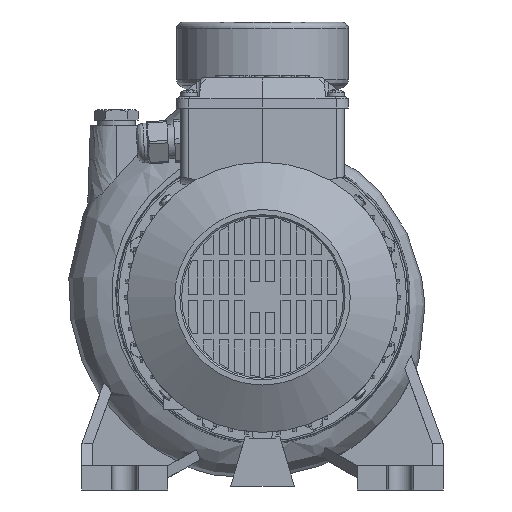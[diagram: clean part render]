
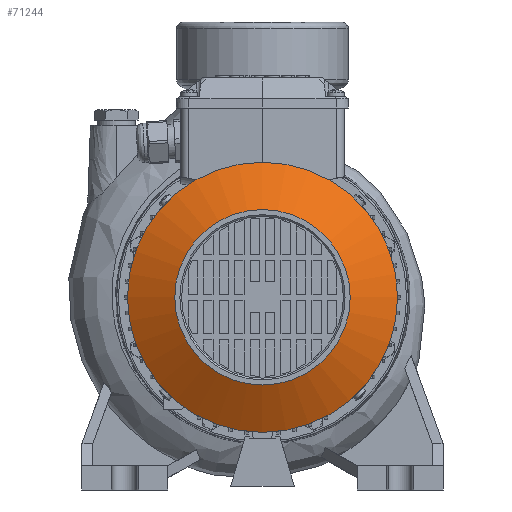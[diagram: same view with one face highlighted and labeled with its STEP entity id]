
A CAD part, left-side view. The second image highlights one B-rep face of the part: STEP entity #71244.
In plain terms, the highlighted free-form (B-spline) face has degree [2, 1] with [9, 2] control points.
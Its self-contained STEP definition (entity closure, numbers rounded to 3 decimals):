
#71164=CARTESIAN_POINT('',(-343.,0.,163.));
#71165=VERTEX_POINT('',#71164);
#71166=CARTESIAN_POINT('',(-343.,0.,61.));
#71167=VERTEX_POINT('',#71166);
#71168=CARTESIAN_POINT('',(-343.,0.,112.));
#71169=DIRECTION('',(1.0,0.,0.));
#71170=DIRECTION('',(0.,0.,-1.0));
#71171=AXIS2_PLACEMENT_3D('',#71168,#71169,#71170);
#71172=CIRCLE('',#71171,51.);
#71173=EDGE_CURVE('',#71165,#71167,#71172,.T.);
#71175=CARTESIAN_POINT('',(-343.,0.,112.));
#71176=DIRECTION('',(1.0,0.,0.));
#71177=DIRECTION('',(0.,0.,-1.0));
#71178=AXIS2_PLACEMENT_3D('',#71175,#71176,#71177);
#71179=CIRCLE('',#71178,51.);
#71180=EDGE_CURVE('',#71167,#71165,#71179,.T.);
#71189=CARTESIAN_POINT('',(-343.,0.,61.));
#71190=CARTESIAN_POINT('',(-343.,51.,61.));
#71191=CARTESIAN_POINT('',(-343.,51.,112.));
#71192=CARTESIAN_POINT('',(-343.,51.,163.));
#71193=CARTESIAN_POINT('',(-343.,0.,163.));
#71194=CARTESIAN_POINT('',(-343.,-51.,163.));
#71195=CARTESIAN_POINT('',(-343.,-51.,112.));
#71196=CARTESIAN_POINT('',(-343.,-51.,61.));
#71197=CARTESIAN_POINT('',(-343.,0.,61.));
#71198=CARTESIAN_POINT('',(-327.123,0.,33.5));
#71199=CARTESIAN_POINT('',(-327.123,78.5,33.5));
#71200=CARTESIAN_POINT('',(-327.123,78.5,112.));
#71201=CARTESIAN_POINT('',(-327.123,78.5,190.5));
#71202=CARTESIAN_POINT('',(-327.123,0.,190.5));
#71203=CARTESIAN_POINT('',(-327.123,-78.5,190.5));
#71204=CARTESIAN_POINT('',(-327.123,-78.5,112.));
#71205=CARTESIAN_POINT('',(-327.123,-78.5,33.5));
#71206=CARTESIAN_POINT('',(-327.123,0.,33.5));
#71214=(BOUNDED_SURFACE()B_SPLINE_SURFACE(2,1,((#71189,#71198),(#71190,#71199),(#71191,#71200),(#71192,#71201),(#71193,#71202),(#71194,#71203),(#71195,#71204),(#71196,#71205),(#71197,#71206)),.UNSPECIFIED.,.T.,.F.,.U.)B_SPLINE_SURFACE_WITH_KNOTS((3,2,2,2,3),(2,2),(0.0,0.25,0.5,0.75,1.0),(0.0,31.754),.UNSPECIFIED.)GEOMETRIC_REPRESENTATION_ITEM()RATIONAL_B_SPLINE_SURFACE(((1.0,1.0),(0.707,0.707),(1.0,1.0),(0.707,0.707),(1.0,1.0),(0.707,0.707),(1.0,1.0),(0.707,0.707),(1.0,1.0)))REPRESENTATION_ITEM('')SURFACE());
#71215=ORIENTED_EDGE('',*,*,#71180,.T.);
#71216=ORIENTED_EDGE('',*,*,#71173,.T.);
#71217=CARTESIAN_POINT('',(-327.123,0.,33.5));
#71218=VERTEX_POINT('',#71217);
#71219=CARTESIAN_POINT('',(-343.,0.,61.));
#71220=DIRECTION('',(0.5,0.,-0.866));
#71221=VECTOR('',#71220,31.754);
#71222=LINE('',#71219,#71221);
#71223=EDGE_CURVE('',#71167,#71218,#71222,.T.);
#71224=ORIENTED_EDGE('',*,*,#71223,.T.);
#71225=CARTESIAN_POINT('',(-327.123,0.,190.5));
#71226=VERTEX_POINT('',#71225);
#71227=CARTESIAN_POINT('',(-327.123,0.,112.));
#71228=DIRECTION('',(1.0,0.,0.));
#71229=DIRECTION('',(0.,0.,-1.0));
#71230=AXIS2_PLACEMENT_3D('',#71227,#71228,#71229);
#71231=CIRCLE('',#71230,78.5);
#71232=EDGE_CURVE('',#71226,#71218,#71231,.T.);
#71233=ORIENTED_EDGE('',*,*,#71232,.F.);
#71234=CARTESIAN_POINT('',(-327.123,0.,112.));
#71235=DIRECTION('',(1.0,0.,0.));
#71236=DIRECTION('',(0.,0.,-1.0));
#71237=AXIS2_PLACEMENT_3D('',#71234,#71235,#71236);
#71238=CIRCLE('',#71237,78.5);
#71239=EDGE_CURVE('',#71218,#71226,#71238,.T.);
#71240=ORIENTED_EDGE('',*,*,#71239,.F.);
#71241=ORIENTED_EDGE('',*,*,#71223,.F.);
#71242=EDGE_LOOP('',(#71215,#71216,#71224,#71233,#71240,#71241));
#71243=FACE_OUTER_BOUND('',#71242,.T.);
#71244=ADVANCED_FACE('',(#71243),#71214,.T.);
